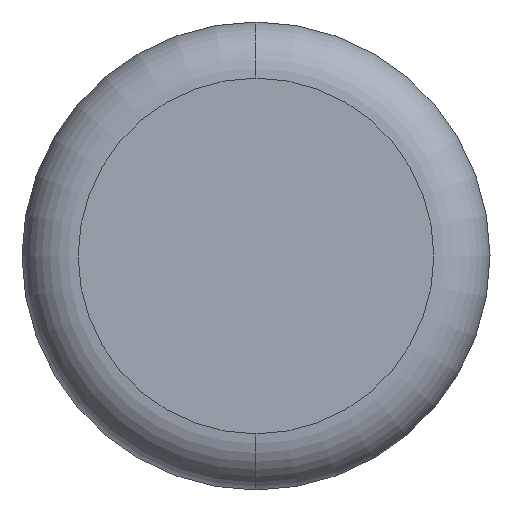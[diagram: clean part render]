
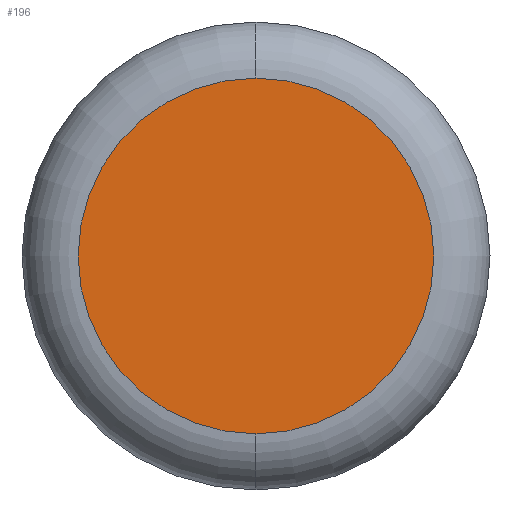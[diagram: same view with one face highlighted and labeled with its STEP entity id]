
A CAD part, front view. The second image highlights one B-rep face of the part: STEP entity #196.
In plain terms, the highlighted planar face has unit normal (0, -1, 0).
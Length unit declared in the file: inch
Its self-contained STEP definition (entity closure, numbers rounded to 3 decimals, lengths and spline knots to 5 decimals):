
#14 = CARTESIAN_POINT ( 'NONE',  ( 0., 0., 0. ) ) ;
#27 = DIRECTION ( 'NONE',  ( 0., 0., -1. ) ) ;
#48 = VERTEX_POINT ( 'NONE', #216 ) ;
#60 = CARTESIAN_POINT ( 'NONE',  ( 0., 0., 0. ) ) ;
#90 = AXIS2_PLACEMENT_3D ( 'NONE', #14, #114, #177 ) ;
#94 = EDGE_LOOP ( 'NONE', ( #381, #303 ) ) ;
#114 = DIRECTION ( 'NONE',  ( 0., -1., 0. ) ) ;
#169 = AXIS2_PLACEMENT_3D ( 'NONE', #60, #471, #27 ) ;
#177 = DIRECTION ( 'NONE',  ( 0., 0., -1. ) ) ;
#195 = AXIS2_PLACEMENT_3D ( 'NONE', #419, #476, #287 ) ;
#196 = ADVANCED_FACE ( 'NONE', ( #469 ), #304, .T. ) ;
#215 = EDGE_CURVE ( 'NONE', #48, #486, #367, .T. ) ;
#216 = CARTESIAN_POINT ( 'NONE',  ( 0., 0., 0.095 ) ) ;
#222 = CARTESIAN_POINT ( 'NONE',  ( 0., 0., -0.095 ) ) ;
#287 = DIRECTION ( 'NONE',  ( 0., 0., -1. ) ) ;
#303 = ORIENTED_EDGE ( 'NONE', *, *, #215, .T. ) ;
#304 = PLANE ( 'NONE',  #90 ) ;
#367 = CIRCLE ( 'NONE', #195, 0.095 ) ;
#381 = ORIENTED_EDGE ( 'NONE', *, *, #415, .T. ) ;
#415 = EDGE_CURVE ( 'NONE', #486, #48, #425, .T. ) ;
#419 = CARTESIAN_POINT ( 'NONE',  ( 0., 0., 0. ) ) ;
#425 = CIRCLE ( 'NONE', #169, 0.095 ) ;
#469 = FACE_OUTER_BOUND ( 'NONE', #94, .T. ) ;
#471 = DIRECTION ( 'NONE',  ( 0., -1., 0. ) ) ;
#476 = DIRECTION ( 'NONE',  ( 0., -1., 0. ) ) ;
#486 = VERTEX_POINT ( 'NONE', #222 ) ;
